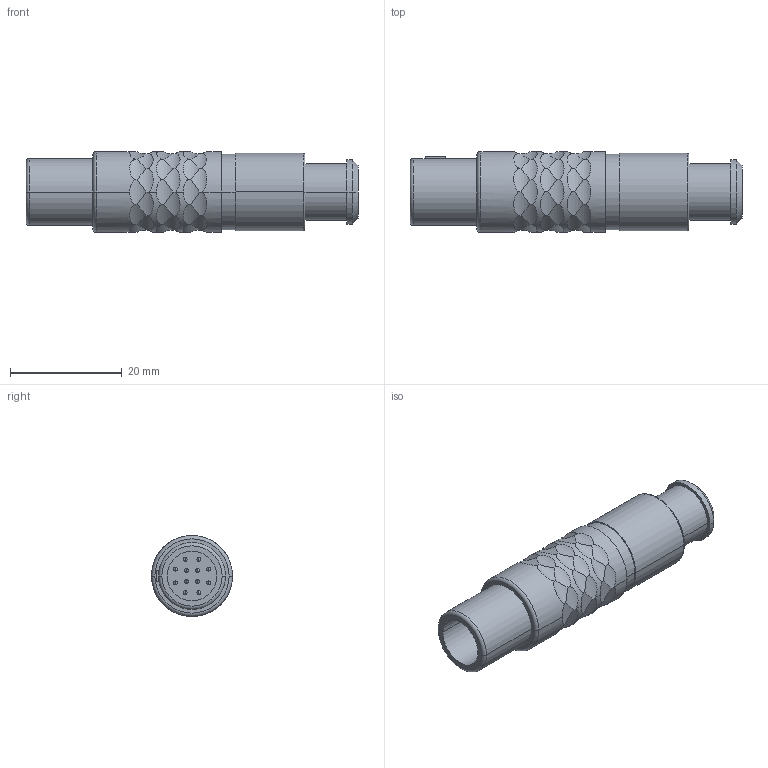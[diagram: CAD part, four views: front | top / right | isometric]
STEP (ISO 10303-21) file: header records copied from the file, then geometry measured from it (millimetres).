
FILE_DESCRIPTION((''),'2;1');
FILE_NAME('S22L0C-P12M','2013-01-23T',('RTrager'),(''),'PRO/ENGINEER BY PARAMETRIC TECHNOLOGY CORPORATION, 2010330','PRO/ENGINEER BY PARAMETRIC TECHNOLOGY CORPORATION, 2010330','');
FILE_SCHEMA(('CONFIG_CONTROL_DESIGN'));
Length unit declared in the file: millimetre
Products named in the file (1): S22L0C-P12M
Bounding box: 59.5 x 14.5 x 14.5 mm (x, y, z)
Volume: 5316 mm3; surface area: 4472.7 mm2
Topology: 1 solids, 1 shells, 282 faces, 735 edges, 464 vertices
Faces by surface type: cylinder 184, plane 45, sphere 24, torus 18, bspline 9, cone 2
Entity records: 10419 total; most frequent: CARTESIAN_POINT 3845, ORIENTED_EDGE 1422, DIRECTION 1289, EDGE_CURVE 711, AXIS2_PLACEMENT_3D 552, VERTEX_POINT 464, EDGE_LOOP 315, FACE_OUTER_BOUND 282
